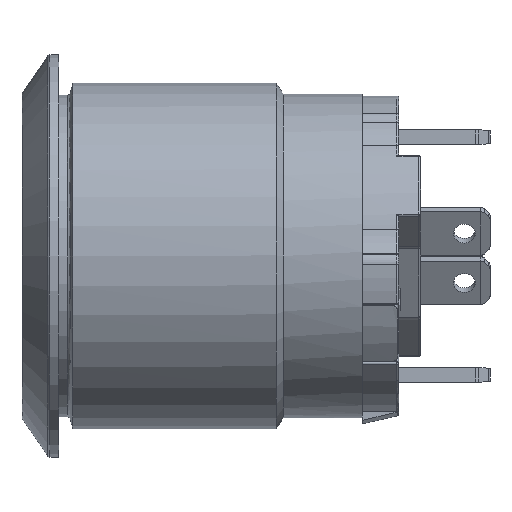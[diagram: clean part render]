
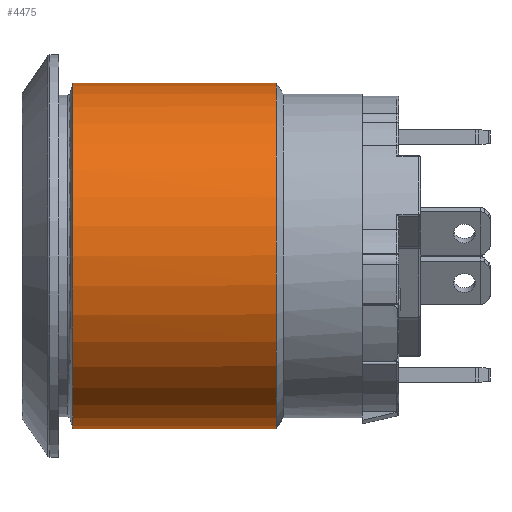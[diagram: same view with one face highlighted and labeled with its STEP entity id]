
A CAD part, front view. The second image highlights one B-rep face of the part: STEP entity #4475.
In plain terms, the highlighted cylindrical face has radius 9.45 mm (diameter 18.9 mm), a partial arc.
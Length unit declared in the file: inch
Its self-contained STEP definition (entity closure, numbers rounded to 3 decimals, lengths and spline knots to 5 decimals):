
#127=CYLINDRICAL_SURFACE('',#4770,0.37205);
#350=FACE_OUTER_BOUND('',#607,.T.);
#607=EDGE_LOOP('',(#3107,#3108,#3109,#3110,#3111));
#878=CIRCLE('',#4743,0.37205);
#882=CIRCLE('',#4748,0.37205);
#896=CIRCLE('',#4769,0.37205);
#1126=LINE('',#6778,#1526);
#1127=LINE('',#6801,#1527);
#1526=VECTOR('',#5318,0.3937);
#1527=VECTOR('',#5319,0.3937);
#1922=VERTEX_POINT('',#6730);
#1924=VERTEX_POINT('',#6733);
#1927=VERTEX_POINT('',#6744);
#1939=VERTEX_POINT('',#6777);
#1943=VERTEX_POINT('',#6797);
#2368=EDGE_CURVE('',#1922,#1924,#878,.T.);
#2374=EDGE_CURVE('',#1927,#1922,#882,.T.);
#2387=EDGE_CURVE('',#1939,#1924,#1126,.T.);
#2392=EDGE_CURVE('',#1927,#1943,#1127,.T.);
#2397=EDGE_CURVE('',#1943,#1939,#896,.T.);
#3107=ORIENTED_EDGE('',*,*,#2392,.T.);
#3108=ORIENTED_EDGE('',*,*,#2397,.T.);
#3109=ORIENTED_EDGE('',*,*,#2387,.T.);
#3110=ORIENTED_EDGE('',*,*,#2368,.F.);
#3111=ORIENTED_EDGE('',*,*,#2374,.F.);
#4475=ADVANCED_FACE('',(#350),#127,.T.);
#4743=AXIS2_PLACEMENT_3D('',#6734,#5275,#5276);
#4748=AXIS2_PLACEMENT_3D('',#6748,#5285,#5286);
#4769=AXIS2_PLACEMENT_3D('',#6810,#5332,#5333);
#4770=AXIS2_PLACEMENT_3D('',#6811,#5334,#5335);
#5275=DIRECTION('center_axis',(1.,0.,0.));
#5276=DIRECTION('ref_axis',(0.,0.,-1.));
#5285=DIRECTION('center_axis',(1.,0.,0.));
#5286=DIRECTION('ref_axis',(0.,0.,-1.));
#5318=DIRECTION('',(1.,0.,0.));
#5319=DIRECTION('',(-1.,0.,0.));
#5332=DIRECTION('center_axis',(1.,0.,0.));
#5333=DIRECTION('ref_axis',(0.,0.,1.));
#5334=DIRECTION('center_axis',(-1.,0.,0.));
#5335=DIRECTION('ref_axis',(0.,-1.,0.));
#6730=CARTESIAN_POINT('',(0.54724,0.,0.37205));
#6733=CARTESIAN_POINT('',(0.54724,0.34843,-0.13046));
#6734=CARTESIAN_POINT('Origin',(0.54724,0.,0.));
#6744=CARTESIAN_POINT('',(0.54724,0.34843,0.13046));
#6748=CARTESIAN_POINT('Origin',(0.54724,0.,0.));
#6777=CARTESIAN_POINT('',(0.10967,0.34843,-0.13046));
#6778=CARTESIAN_POINT('',(0.32087,0.34843,-0.13046));
#6797=CARTESIAN_POINT('',(0.10967,0.34843,0.13046));
#6801=CARTESIAN_POINT('',(0.32087,0.34843,0.13046));
#6810=CARTESIAN_POINT('Origin',(0.10967,0.,0.));
#6811=CARTESIAN_POINT('Origin',(0.32087,0.,0.));
